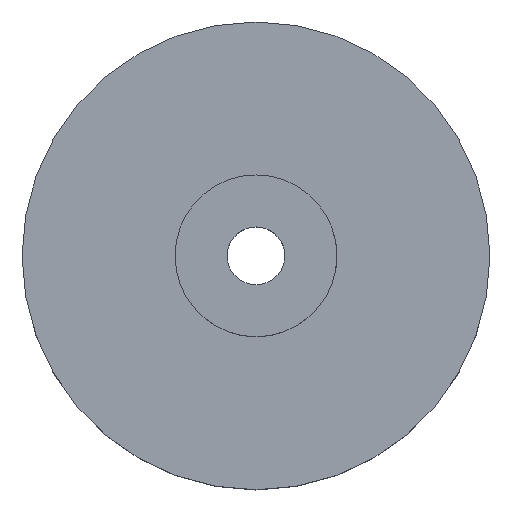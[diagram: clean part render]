
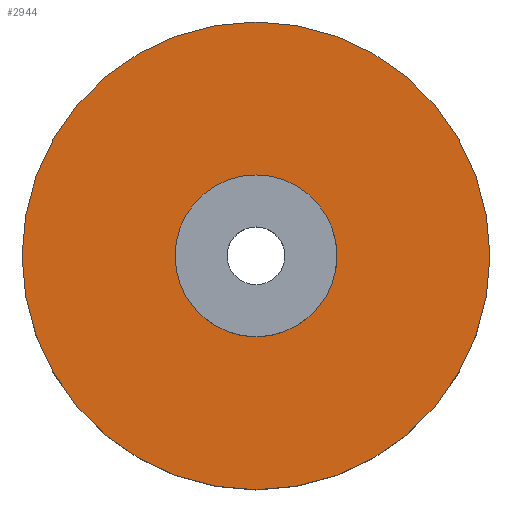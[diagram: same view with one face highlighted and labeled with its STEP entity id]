
A CAD part, top view. The second image highlights one B-rep face of the part: STEP entity #2944.
In plain terms, the highlighted planar face has unit normal (0, 0, 1).
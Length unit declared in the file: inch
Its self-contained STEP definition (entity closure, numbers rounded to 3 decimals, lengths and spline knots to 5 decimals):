
#203 = VERTEX_POINT ( 'NONE', #5505 ) ;
#429 = DIRECTION ( 'NONE',  ( 0., 0., 1. ) ) ;
#564 = EDGE_LOOP ( 'NONE', ( #2086, #2626 ) ) ;
#735 = CARTESIAN_POINT ( 'NONE',  ( 1.265, 0., 0.1875 ) ) ;
#752 = DIRECTION ( 'NONE',  ( 0., 0., 1. ) ) ;
#842 = DIRECTION ( 'NONE',  ( 0., 0., 1. ) ) ;
#1590 = CIRCLE ( 'NONE', #5141, 0.4375 ) ;
#1688 = DIRECTION ( 'NONE',  ( 1., 0., 0. ) ) ;
#1804 = DIRECTION ( 'NONE',  ( -1., 0., 0. ) ) ;
#1821 = CARTESIAN_POINT ( 'NONE',  ( 0., -0.4375, 0.1875 ) ) ;
#1841 = VERTEX_POINT ( 'NONE', #3430 ) ;
#1848 = VERTEX_POINT ( 'NONE', #735 ) ;
#1862 = EDGE_LOOP ( 'NONE', ( #3187, #5294 ) ) ;
#1910 = FACE_OUTER_BOUND ( 'NONE', #1862, .T. ) ;
#1969 = VERTEX_POINT ( 'NONE', #4406 ) ;
#2031 = EDGE_CURVE ( 'NONE', #1969, #1841, #1590, .T. ) ;
#2049 = AXIS2_PLACEMENT_3D ( 'NONE', #1821, #5036, #1804 ) ;
#2086 = ORIENTED_EDGE ( 'NONE', *, *, #2686, .F. ) ;
#2626 = ORIENTED_EDGE ( 'NONE', *, *, #2031, .F. ) ;
#2659 = CARTESIAN_POINT ( 'NONE',  ( 0., 0., 0.1875 ) ) ;
#2686 = EDGE_CURVE ( 'NONE', #1841, #1969, #3572, .T. ) ;
#2695 = CARTESIAN_POINT ( 'NONE',  ( 0., 0., 0.1875 ) ) ;
#2944 = ADVANCED_FACE ( 'NONE', ( #5871, #1910 ), #3247, .F. ) ;
#2993 = AXIS2_PLACEMENT_3D ( 'NONE', #4872, #752, #5334 ) ;
#3187 = ORIENTED_EDGE ( 'NONE', *, *, #4798, .T. ) ;
#3247 = PLANE ( 'NONE',  #2049 ) ;
#3320 = AXIS2_PLACEMENT_3D ( 'NONE', #2695, #429, #4576 ) ;
#3430 = CARTESIAN_POINT ( 'NONE',  ( 0.4375, 0., 0.1875 ) ) ;
#3572 = CIRCLE ( 'NONE', #2993, 0.4375 ) ;
#4332 = CIRCLE ( 'NONE', #5025, 1.265 ) ;
#4406 = CARTESIAN_POINT ( 'NONE',  ( -0.4375, 0., 0.1875 ) ) ;
#4480 = DIRECTION ( 'NONE',  ( 0., 0., 1. ) ) ;
#4503 = DIRECTION ( 'NONE',  ( 1., 0., 0. ) ) ;
#4523 = CARTESIAN_POINT ( 'NONE',  ( 0., 0., 0.1875 ) ) ;
#4576 = DIRECTION ( 'NONE',  ( 1., 0., 0. ) ) ;
#4798 = EDGE_CURVE ( 'NONE', #1848, #203, #4938, .T. ) ;
#4872 = CARTESIAN_POINT ( 'NONE',  ( 0., 0., 0.1875 ) ) ;
#4938 = CIRCLE ( 'NONE', #3320, 1.265 ) ;
#5025 = AXIS2_PLACEMENT_3D ( 'NONE', #4523, #4480, #1688 ) ;
#5036 = DIRECTION ( 'NONE',  ( 0., 0., -1. ) ) ;
#5141 = AXIS2_PLACEMENT_3D ( 'NONE', #2659, #842, #4503 ) ;
#5294 = ORIENTED_EDGE ( 'NONE', *, *, #5647, .T. ) ;
#5334 = DIRECTION ( 'NONE',  ( 1., 0., 0. ) ) ;
#5505 = CARTESIAN_POINT ( 'NONE',  ( -1.265, 0., 0.1875 ) ) ;
#5647 = EDGE_CURVE ( 'NONE', #203, #1848, #4332, .T. ) ;
#5871 = FACE_BOUND ( 'NONE', #564, .T. ) ;
